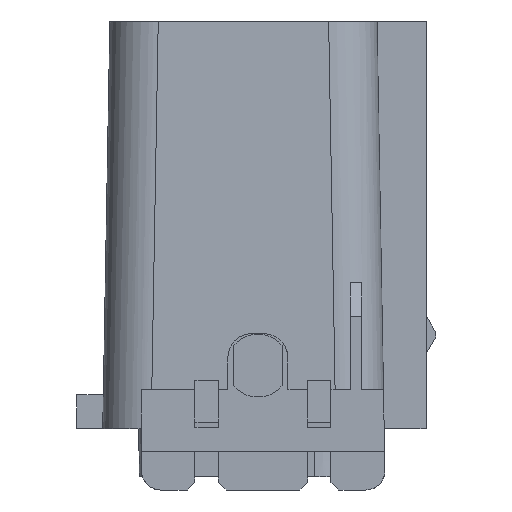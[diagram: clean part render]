
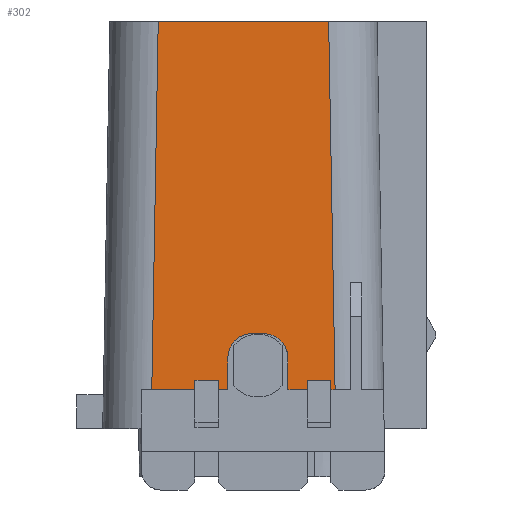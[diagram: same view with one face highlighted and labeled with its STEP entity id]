
A CAD part, left-side view. The second image highlights one B-rep face of the part: STEP entity #302.
In plain terms, the highlighted planar face has unit normal (-1, 0, 0.018).
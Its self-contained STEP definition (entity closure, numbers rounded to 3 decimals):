
#111=FACE_OUTER_BOUND('',#720,.T.);
#302=ADVANCED_FACE('',(#111),#499,.T.);
#499=PLANE('',#3944);
#645=ELLIPSE('',#3942,2.5,2.5);
#646=ELLIPSE('',#3943,2.5,2.5);
#720=EDGE_LOOP('',(#1178,#1179,#1180,#1181,#1182,#1183,#1184,#1185,#1186,
#1187,#1188,#1189,#1190,#1191,#1192,#1193,#1194,#1195));
#1178=ORIENTED_EDGE('',*,*,#2636,.F.);
#1179=ORIENTED_EDGE('',*,*,#2637,.T.);
#1180=ORIENTED_EDGE('',*,*,#2638,.T.);
#1181=ORIENTED_EDGE('',*,*,#2510,.T.);
#1182=ORIENTED_EDGE('',*,*,#2639,.T.);
#1183=ORIENTED_EDGE('',*,*,#2640,.T.);
#1184=ORIENTED_EDGE('',*,*,#2641,.T.);
#1185=ORIENTED_EDGE('',*,*,#2574,.F.);
#1186=ORIENTED_EDGE('',*,*,#2642,.T.);
#1187=ORIENTED_EDGE('',*,*,#2643,.F.);
#1188=ORIENTED_EDGE('',*,*,#2644,.T.);
#1189=ORIENTED_EDGE('',*,*,#2514,.T.);
#1190=ORIENTED_EDGE('',*,*,#2645,.F.);
#1191=ORIENTED_EDGE('',*,*,#2646,.F.);
#1192=ORIENTED_EDGE('',*,*,#2647,.T.);
#1193=ORIENTED_EDGE('',*,*,#2648,.T.);
#1194=ORIENTED_EDGE('',*,*,#2649,.T.);
#1195=ORIENTED_EDGE('',*,*,#2650,.T.);
#2144=VERTEX_POINT('',#5338);
#2145=VERTEX_POINT('',#5340);
#2148=VERTEX_POINT('',#5347);
#2149=VERTEX_POINT('',#5349);
#2200=VERTEX_POINT('',#5480);
#2201=VERTEX_POINT('',#5482);
#2250=VERTEX_POINT('',#5601);
#2251=VERTEX_POINT('',#5602);
#2252=VERTEX_POINT('',#5604);
#2253=VERTEX_POINT('',#5607);
#2254=VERTEX_POINT('',#5609);
#2255=VERTEX_POINT('',#5612);
#2256=VERTEX_POINT('',#5614);
#2257=VERTEX_POINT('',#5617);
#2258=VERTEX_POINT('',#5619);
#2259=VERTEX_POINT('',#5621);
#2260=VERTEX_POINT('',#5623);
#2261=VERTEX_POINT('',#5625);
#2510=EDGE_CURVE('',#2145,#2144,#3048,.T.);
#2514=EDGE_CURVE('',#2149,#2148,#3052,.T.);
#2574=EDGE_CURVE('',#2200,#2201,#3096,.T.);
#2636=EDGE_CURVE('',#2250,#2251,#3150,.T.);
#2637=EDGE_CURVE('',#2250,#2252,#3151,.T.);
#2638=EDGE_CURVE('',#2252,#2145,#3152,.T.);
#2639=EDGE_CURVE('',#2144,#2253,#3153,.T.);
#2640=EDGE_CURVE('',#2253,#2254,#3154,.T.);
#2641=EDGE_CURVE('',#2254,#2201,#3155,.T.);
#2642=EDGE_CURVE('',#2200,#2255,#3156,.T.);
#2643=EDGE_CURVE('',#2256,#2255,#3157,.T.);
#2644=EDGE_CURVE('',#2256,#2149,#3158,.T.);
#2645=EDGE_CURVE('',#2257,#2148,#3159,.T.);
#2646=EDGE_CURVE('',#2258,#2257,#3160,.T.);
#2647=EDGE_CURVE('',#2258,#2259,#3161,.T.);
#2648=EDGE_CURVE('',#2259,#2260,#645,.T.);
#2649=EDGE_CURVE('',#2260,#2261,#3162,.T.);
#2650=EDGE_CURVE('',#2261,#2251,#646,.T.);
#3048=LINE('',#5339,#3486);
#3052=LINE('',#5348,#3490);
#3096=LINE('',#5481,#3534);
#3150=LINE('',#5600,#3588);
#3151=LINE('',#5603,#3589);
#3152=LINE('',#5605,#3590);
#3153=LINE('',#5606,#3591);
#3154=LINE('',#5608,#3592);
#3155=LINE('',#5610,#3593);
#3156=LINE('',#5611,#3594);
#3157=LINE('',#5613,#3595);
#3158=LINE('',#5615,#3596);
#3159=LINE('',#5616,#3597);
#3160=LINE('',#5618,#3598);
#3161=LINE('',#5620,#3599);
#3162=LINE('',#5624,#3600);
#3486=VECTOR('',#4268,1.);
#3490=VECTOR('',#4274,1.);
#3534=VECTOR('',#4360,1.);
#3588=VECTOR('',#4446,1.);
#3589=VECTOR('',#4447,1.);
#3590=VECTOR('',#4448,1.);
#3591=VECTOR('',#4449,1.);
#3592=VECTOR('',#4450,1.);
#3593=VECTOR('',#4451,1.);
#3594=VECTOR('',#4452,1.);
#3595=VECTOR('',#4453,1.);
#3596=VECTOR('',#4454,1.);
#3597=VECTOR('',#4455,1.);
#3598=VECTOR('',#4456,1.);
#3599=VECTOR('',#4457,1.);
#3600=VECTOR('',#4460,1.);
#3942=AXIS2_PLACEMENT_3D('',#5622,#4458,#4459);
#3943=AXIS2_PLACEMENT_3D('',#5626,#4461,#4462);
#3944=AXIS2_PLACEMENT_3D('',#5627,#4463,#4464);
#4268=DIRECTION('',(0.,-1.,0.));
#4274=DIRECTION('',(0.,-1.,0.));
#4360=DIRECTION('',(0.,-1.,0.));
#4446=DIRECTION('',(0.017,0.,1.));
#4447=DIRECTION('',(0.,-1.,0.));
#4448=DIRECTION('',(0.017,0.,1.));
#4449=DIRECTION('',(-0.017,0.,-1.));
#4450=DIRECTION('',(0.,-1.,0.));
#4451=DIRECTION('',(0.017,0.017,1.));
#4452=DIRECTION('',(-0.017,0.017,-1.));
#4453=DIRECTION('',(0.,1.,0.));
#4454=DIRECTION('',(0.017,0.,1.));
#4455=DIRECTION('',(0.017,0.,1.));
#4456=DIRECTION('',(0.,1.,0.));
#4457=DIRECTION('',(0.017,0.,1.));
#4458=DIRECTION('',(1.,0.,-0.017));
#4459=DIRECTION('',(-0.017,0.,-1.));
#4460=DIRECTION('',(0.,-1.,0.));
#4461=DIRECTION('',(1.,0.,-0.017));
#4462=DIRECTION('',(-0.017,0.,-1.));
#4463=DIRECTION('',(-1.,0.,0.017));
#4464=DIRECTION('',(-0.017,0.,-1.));
#5338=CARTESIAN_POINT('',(-31.126,-9.044,-4.8));
#5339=CARTESIAN_POINT('',(-31.126,7.212,-4.8));
#5340=CARTESIAN_POINT('',(-31.126,-6.654,-4.8));
#5347=CARTESIAN_POINT('',(-31.126,2.615,-4.8));
#5348=CARTESIAN_POINT('',(-31.126,7.212,-4.8));
#5349=CARTESIAN_POINT('',(-31.126,5.005,-4.8));
#5480=CARTESIAN_POINT('',(-30.48,8.806,32.2));
#5481=CARTESIAN_POINT('',(-30.48,7.212,32.2));
#5482=CARTESIAN_POINT('',(-30.48,-8.806,32.2));
#5600=CARTESIAN_POINT('',(-30.487,-4.595,31.807));
#5601=CARTESIAN_POINT('',(-31.143,-4.595,-5.8));
#5602=CARTESIAN_POINT('',(-31.086,-4.595,-2.5));
#5603=CARTESIAN_POINT('',(-31.143,-19.947,-5.8));
#5604=CARTESIAN_POINT('',(-31.143,-6.654,-5.8));
#5605=CARTESIAN_POINT('',(-30.487,-6.654,31.807));
#5606=CARTESIAN_POINT('',(-30.487,-9.044,31.807));
#5607=CARTESIAN_POINT('',(-31.143,-9.044,-5.8));
#5608=CARTESIAN_POINT('',(-31.143,-19.947,-5.8));
#5609=CARTESIAN_POINT('',(-31.143,-9.469,-5.8));
#5610=CARTESIAN_POINT('',(-30.482,-8.808,32.072));
#5611=CARTESIAN_POINT('',(-30.488,8.814,31.72));
#5612=CARTESIAN_POINT('',(-31.143,9.469,-5.8));
#5613=CARTESIAN_POINT('',(-31.143,-6.397,-5.8));
#5614=CARTESIAN_POINT('',(-31.143,5.005,-5.8));
#5615=CARTESIAN_POINT('',(-30.487,5.005,31.807));
#5616=CARTESIAN_POINT('',(-31.386,2.615,-19.694));
#5617=CARTESIAN_POINT('',(-31.143,2.615,-5.8));
#5618=CARTESIAN_POINT('',(-31.143,13.807,-5.8));
#5619=CARTESIAN_POINT('',(-31.143,1.605,-5.8));
#5620=CARTESIAN_POINT('',(-30.487,1.605,31.807));
#5621=CARTESIAN_POINT('',(-31.086,1.605,-2.5));
#5622=CARTESIAN_POINT('',(-31.086,-0.895,-2.5));
#5623=CARTESIAN_POINT('',(-31.042,-0.895,0.));
#5624=CARTESIAN_POINT('',(-31.042,2.152,0.));
#5625=CARTESIAN_POINT('',(-31.042,-2.095,0.));
#5626=CARTESIAN_POINT('',(-31.086,-2.095,-2.5));
#5627=CARTESIAN_POINT('',(-30.487,7.212,31.807));
